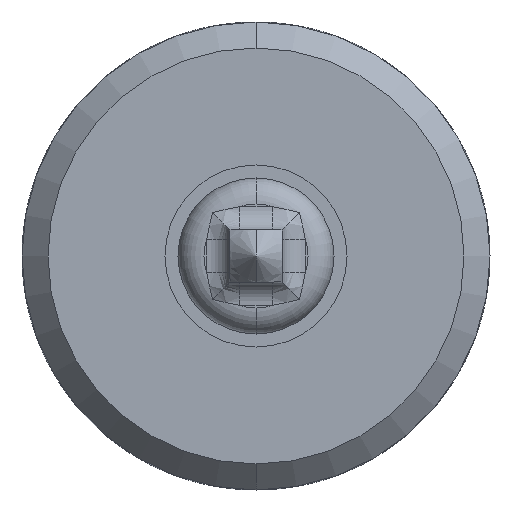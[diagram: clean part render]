
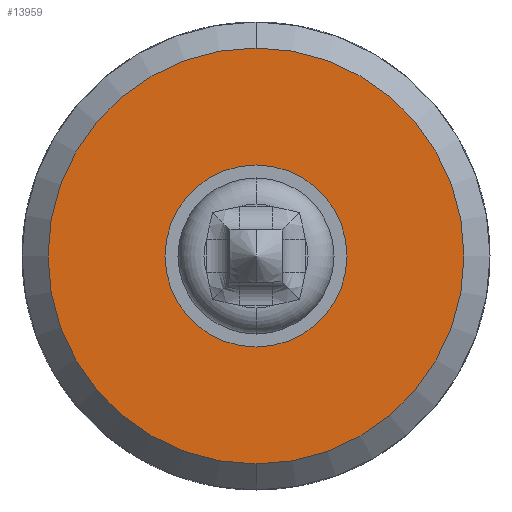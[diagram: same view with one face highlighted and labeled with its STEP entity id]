
A CAD part, front view. The second image highlights one B-rep face of the part: STEP entity #13959.
In plain terms, the highlighted planar face has unit normal (0, -1, 0).
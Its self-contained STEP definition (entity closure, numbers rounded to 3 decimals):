
#89 = DIRECTION ( 'NONE',  ( 0., 1., 0. ) ) ;
#147 = ORIENTED_EDGE ( 'NONE', *, *, #14298, .T. ) ;
#241 = CARTESIAN_POINT ( 'NONE',  ( 0., 6.3, 0. ) ) ;
#260 = VERTEX_POINT ( 'NONE', #8862 ) ;
#446 = CIRCLE ( 'NONE', #850, 4. ) ;
#645 = CARTESIAN_POINT ( 'NONE',  ( -4.5, 6.3, 0. ) ) ;
#850 = AXIS2_PLACEMENT_3D ( 'NONE', #1049, #12400, #10119 ) ;
#894 = AXIS2_PLACEMENT_3D ( 'NONE', #241, #10459, #3580 ) ;
#1049 = CARTESIAN_POINT ( 'NONE',  ( 0., 6.3, 0. ) ) ;
#1370 = AXIS2_PLACEMENT_3D ( 'NONE', #12687, #89, #2323 ) ;
#1767 = VERTEX_POINT ( 'NONE', #5739 ) ;
#2269 = DIRECTION ( 'NONE',  ( 0., 0., 1. ) ) ;
#2323 = DIRECTION ( 'NONE',  ( 0., 0., 1. ) ) ;
#3580 = DIRECTION ( 'NONE',  ( 0., 0., -1. ) ) ;
#3995 = EDGE_CURVE ( 'Defeature ausgef�hrt1_236+Defeature ausgef�hrt1_27+Defeature ausgef�hrt1_27+Defeature ausgef�hrt1_27', #13040, #1767, #13089, .T. ) ;
#4384 = ORIENTED_EDGE ( 'NONE', *, *, #10942, .T. ) ;
#4611 = CARTESIAN_POINT ( 'NONE',  ( 0., 6.3, -4. ) ) ;
#5739 = CARTESIAN_POINT ( 'NONE',  ( 0., 6.3, -0.9 ) ) ;
#6766 = FACE_BOUND ( 'NONE', #12956, .T. ) ;
#7426 = DIRECTION ( 'NONE',  ( 0., -1., 0. ) ) ;
#7991 = EDGE_CURVE ( 'Defeature ausgef�hrt1_236+Defeature ausgef�hrt1_27+Defeature ausgef�hrt1_27+Defeature ausgef�hrt1_27', #1767, #13040, #10431, .T. ) ;
#8019 = EDGE_LOOP ( 'NONE', ( #147, #4384 ) ) ;
#8862 = CARTESIAN_POINT ( 'NONE',  ( 0., 6.3, 4. ) ) ;
#10119 = DIRECTION ( 'NONE',  ( 0., 0., -1. ) ) ;
#10431 = CIRCLE ( 'NONE', #1370, 0.9 ) ;
#10448 = AXIS2_PLACEMENT_3D ( 'NONE', #645, #7426, #13184 ) ;
#10459 = DIRECTION ( 'NONE',  ( 0., -1., 0. ) ) ;
#10817 = PLANE ( 'NONE',  #10448 ) ;
#10942 = EDGE_CURVE ( 'Defeature ausgef�hrt1_236+Defeature ausgef�hrt1_238+Defeature ausgef�hrt1_238+Defeature ausgef�hrt1_238', #12510, #260, #446, .T. ) ;
#11043 = CARTESIAN_POINT ( 'NONE',  ( 0., 6.3, 0.9 ) ) ;
#11356 = AXIS2_PLACEMENT_3D ( 'NONE', #14830, #13671, #2269 ) ;
#11719 = ORIENTED_EDGE ( 'NONE', *, *, #7991, .T. ) ;
#12144 = FACE_OUTER_BOUND ( 'NONE', #8019, .T. ) ;
#12400 = DIRECTION ( 'NONE',  ( 0., -1., 0. ) ) ;
#12510 = VERTEX_POINT ( 'NONE', #4611 ) ;
#12544 = ORIENTED_EDGE ( 'NONE', *, *, #3995, .T. ) ;
#12687 = CARTESIAN_POINT ( 'NONE',  ( 0., 6.3, 0. ) ) ;
#12871 = CIRCLE ( 'NONE', #894, 4. ) ;
#12956 = EDGE_LOOP ( 'NONE', ( #12544, #11719 ) ) ;
#13040 = VERTEX_POINT ( 'NONE', #11043 ) ;
#13089 = CIRCLE ( 'NONE', #11356, 0.9 ) ;
#13184 = DIRECTION ( 'NONE',  ( 0., 0., -1. ) ) ;
#13671 = DIRECTION ( 'NONE',  ( 0., 1., 0. ) ) ;
#13959 = ADVANCED_FACE ( 'Defeature ausgef�hrt1_236', ( #12144, #6766 ), #10817, .T. ) ;
#14298 = EDGE_CURVE ( 'Defeature ausgef�hrt1_236+Defeature ausgef�hrt1_238+Defeature ausgef�hrt1_238+Defeature ausgef�hrt1_238', #260, #12510, #12871, .T. ) ;
#14830 = CARTESIAN_POINT ( 'NONE',  ( 0., 6.3, 0. ) ) ;
